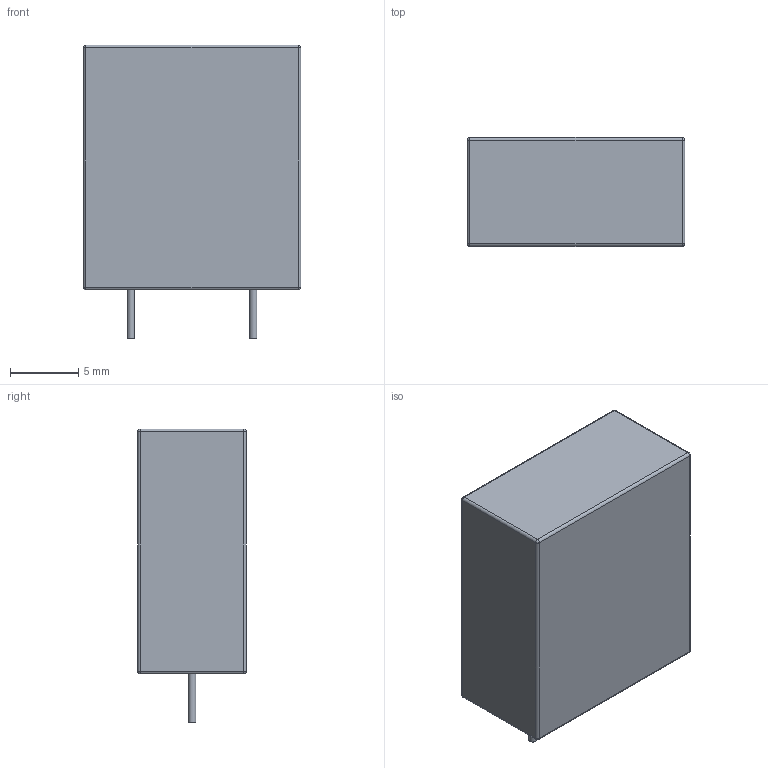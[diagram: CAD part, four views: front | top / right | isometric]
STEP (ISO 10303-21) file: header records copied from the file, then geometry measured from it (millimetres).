
FILE_DESCRIPTION(/* description */ (''),/* implementation_level */ '2;1');
FILE_NAME(/* name */ 'BPR_5W_BOX.step',/* time_stamp */ '2025-04-18T01:50:56+03:00',/* author */ (''),/* organization */ (''),/* preprocessor_version */ 'ST-DEVELOPER v20.1',/* originating_system */ 'Autodesk Translation Framework v14.4.0.0',/* authorisation */ '');
FILE_SCHEMA (('AUTOMOTIVE_DESIGN { 1 0 10303 214 3 1 1 }'));
Length unit declared in the file: millimetre
Products named in the file (1): BPR_5W_BOX
Bounding box: 16 x 8 x 21.6 mm (x, y, z)
Volume: 2265.9 mm3; surface area: 1978.4 mm2
Topology: 4 solids, 4 shells, 71 faces, 150 edges, 88 vertices
Faces by surface type: plane 37, cylinder 26, sphere 8
Full cylindrical faces by diameter (mm): 0.55 x2
Entity records: 1907 total; most frequent: DIRECTION 334, CARTESIAN_POINT 310, ORIENTED_EDGE 300, EDGE_CURVE 150, AXIS2_PLACEMENT_3D 112, LINE 110, VECTOR 110, VERTEX_POINT 88
